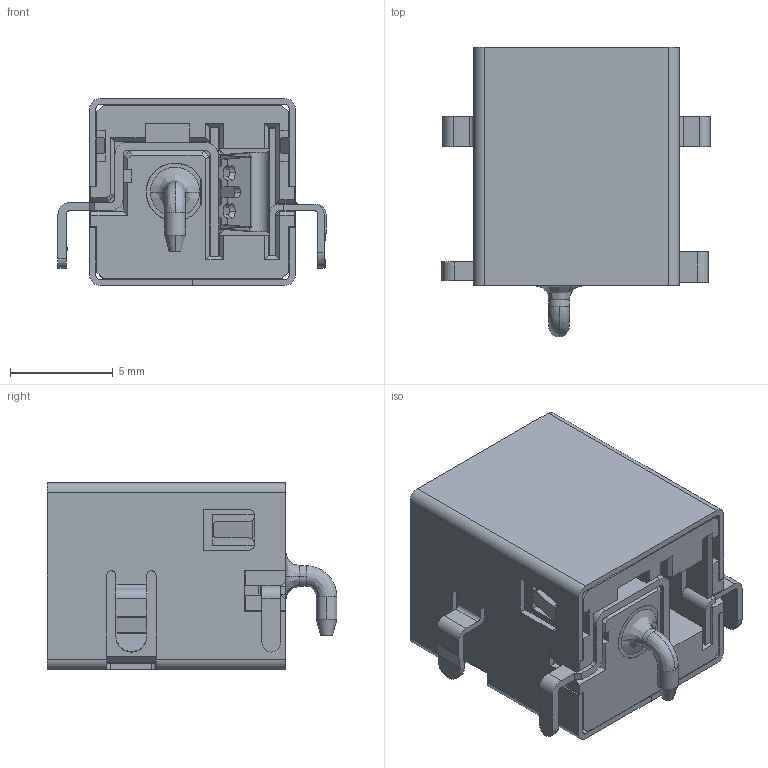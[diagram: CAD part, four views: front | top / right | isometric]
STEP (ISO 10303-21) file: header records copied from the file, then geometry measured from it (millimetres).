
FILE_DESCRIPTION (( 'STEP AP203' ), '1' );
FILE_NAME ('54-00253_revA.STEP', '2020-10-01T18:44:25', ( '' ), ( '' ), 'SwSTEP 2.0', 'SolidWorks 2015', '' );
FILE_SCHEMA (( 'CONFIG_CONTROL_DESIGN' ));
Length unit declared in the file: millimetre
Products named in the file (1): 54-00253_revA
Bounding box: 13.05 x 14.1 x 9.1 mm (x, y, z)
Volume: 701.8 mm3; surface area: 2201.6 mm2
Topology: 1 solids, 1 shells, 736 faces, 2047 edges, 1293 vertices
Faces by surface type: plane 431, cylinder 237, bspline 60, cone 4, sphere 4
Entity records: 24707 total; most frequent: CARTESIAN_POINT 6085, ORIENTED_EDGE 4078, DIRECTION 3610, EDGE_CURVE 2039, VECTOR 1450, LINE 1450, VERTEX_POINT 1293, AXIS2_PLACEMENT_3D 1080
